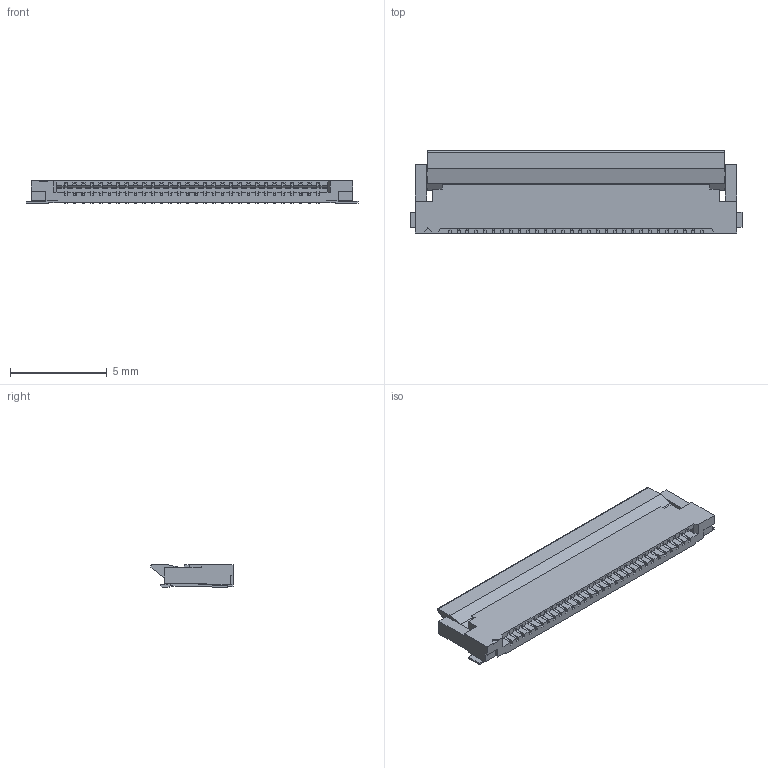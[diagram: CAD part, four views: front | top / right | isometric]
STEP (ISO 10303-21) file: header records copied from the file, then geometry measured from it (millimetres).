
FILE_DESCRIPTION(/* description */ (''),/* implementation_level */ '2;1');
FILE_NAME(/* name */ 'FPC30-0.5mm-1.0H.step',/* time_stamp */ '2022-02-25T09:39:55+08:00',/* author */ (''),/* organization */ (''),/* preprocessor_version */ 'ST-DEVELOPER v18.1',/* originating_system */ 'Autodesk Translation Framework v10.13.0.1454',/* authorisation */ '');
FILE_SCHEMA (('AUTOMOTIVE_DESIGN { 1 0 10303 214 3 1 1 }'));
Length unit declared in the file: millimetre
Products named in the file (5): (未保存); Board; Open CASCADE STEP translator 6.8 1.1.1; Designator92; XF2M_3015_1A
Assembly tree (4 placements, depth 3):
  (未保存)
    Board
      Open CASCADE STEP translator 6.8 1.1.1
    Designator92
      XF2M_3015_1A
Bounding box: 17.19 x 4.25 x 1.15 mm (x, y, z)
Volume: 58.2 mm3; surface area: 327.3 mm2
Topology: 1 solids, 1 shells, 1163 faces, 3385 edges, 2256 vertices
Faces by surface type: plane 1162, bspline 1
Entity records: 38887 total; most frequent: CARTESIAN_POINT 6818, ORIENTED_EDGE 6770, DIRECTION 5729, EDGE_CURVE 3385, LINE 3383, VECTOR 3383, VERTEX_POINT 2256, EDGE_LOOP 1195
